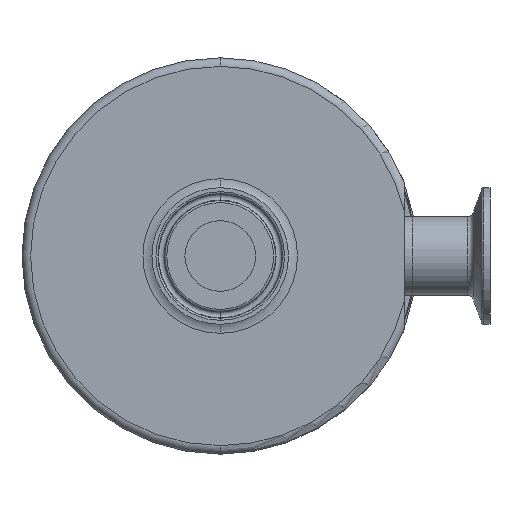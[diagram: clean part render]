
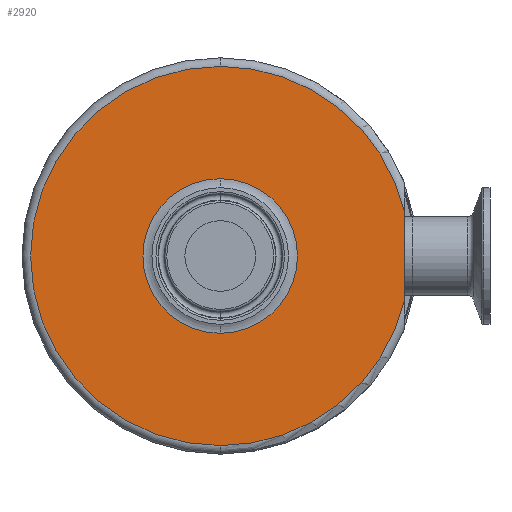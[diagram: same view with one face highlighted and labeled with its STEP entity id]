
A CAD part, front view. The second image highlights one B-rep face of the part: STEP entity #2920.
In plain terms, the highlighted planar face has unit normal (0, -1, 0).
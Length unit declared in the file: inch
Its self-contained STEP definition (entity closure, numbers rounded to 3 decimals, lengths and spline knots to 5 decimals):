
#48 = AXIS2_PLACEMENT_3D ( 'NONE', #3818, #7220, #1666 ) ;
#441 = ORIENTED_EDGE ( 'NONE', *, *, #7033, .F. ) ;
#655 = CARTESIAN_POINT ( 'NONE',  ( -2.76, 0.54, 0. ) ) ;
#965 = CARTESIAN_POINT ( 'NONE',  ( 0., 0.54, 1.125 ) ) ;
#980 = EDGE_LOOP ( 'NONE', ( #441, #1510, #2365, #2087 ) ) ;
#1110 = CARTESIAN_POINT ( 'NONE',  ( 0., 0.54, 2.76 ) ) ;
#1234 = CIRCLE ( 'NONE', #5150, 2.76 ) ;
#1281 = PLANE ( 'NONE',  #2001 ) ;
#1324 = CARTESIAN_POINT ( 'NONE',  ( 2.685, 0.54, 0. ) ) ;
#1458 = ORIENTED_EDGE ( 'NONE', *, *, #5848, .T. ) ;
#1510 = ORIENTED_EDGE ( 'NONE', *, *, #3430, .F. ) ;
#1666 = DIRECTION ( 'NONE',  ( 0., 0., 1. ) ) ;
#1708 = EDGE_CURVE ( 'NONE', #3944, #6514, #6546, .T. ) ;
#1788 = CARTESIAN_POINT ( 'NONE',  ( 2.685, 0.54, -0.63904 ) ) ;
#1948 = AXIS2_PLACEMENT_3D ( 'NONE', #3897, #4472, #4421 ) ;
#2001 = AXIS2_PLACEMENT_3D ( 'NONE', #655, #5718, #4579 ) ;
#2050 = EDGE_CURVE ( 'NONE', #3350, #6411, #4704, .T. ) ;
#2087 = ORIENTED_EDGE ( 'NONE', *, *, #1708, .F. ) ;
#2104 = CARTESIAN_POINT ( 'NONE',  ( 0., 0.54, 0. ) ) ;
#2128 = DIRECTION ( 'NONE',  ( 0., 1., 0. ) ) ;
#2365 = ORIENTED_EDGE ( 'NONE', *, *, #3548, .F. ) ;
#2366 = CARTESIAN_POINT ( 'NONE',  ( 0., 0.54, 0. ) ) ;
#2458 = CIRCLE ( 'NONE', #48, 2.76 ) ;
#2579 = DIRECTION ( 'NONE',  ( 0., 0., 1. ) ) ;
#2649 = AXIS2_PLACEMENT_3D ( 'NONE', #5399, #2128, #2669 ) ;
#2669 = DIRECTION ( 'NONE',  ( 0., 0., 1. ) ) ;
#2841 = VERTEX_POINT ( 'NONE', #1110 ) ;
#2920 = ADVANCED_FACE ( 'NONE', ( #5682, #4171 ), #1281, .T. ) ;
#3350 = VERTEX_POINT ( 'NONE', #965 ) ;
#3359 = LINE ( 'NONE', #1324, #3688 ) ;
#3430 = EDGE_CURVE ( 'NONE', #2841, #7011, #2458, .T. ) ;
#3464 = DIRECTION ( 'NONE',  ( 0., 0., 1. ) ) ;
#3548 = EDGE_CURVE ( 'NONE', #6514, #2841, #1234, .T. ) ;
#3688 = VECTOR ( 'NONE', #5809, 39.37008 ) ;
#3818 = CARTESIAN_POINT ( 'NONE',  ( 0., 0.54, 0. ) ) ;
#3892 = CARTESIAN_POINT ( 'NONE',  ( 0., 0.54, -1.125 ) ) ;
#3897 = CARTESIAN_POINT ( 'NONE',  ( 0., 0.54, 0. ) ) ;
#3944 = VERTEX_POINT ( 'NONE', #1788 ) ;
#4171 = FACE_BOUND ( 'NONE', #4990, .T. ) ;
#4421 = DIRECTION ( 'NONE',  ( 0., 0., 1. ) ) ;
#4472 = DIRECTION ( 'NONE',  ( 0., 1., 0. ) ) ;
#4579 = DIRECTION ( 'NONE',  ( 0., 0., -1. ) ) ;
#4704 = CIRCLE ( 'NONE', #2649, 1.125 ) ;
#4990 = EDGE_LOOP ( 'NONE', ( #5438, #1458 ) ) ;
#5083 = CARTESIAN_POINT ( 'NONE',  ( 0., 0.54, -2.76 ) ) ;
#5150 = AXIS2_PLACEMENT_3D ( 'NONE', #2366, #6227, #3464 ) ;
#5167 = AXIS2_PLACEMENT_3D ( 'NONE', #2104, #5963, #2579 ) ;
#5399 = CARTESIAN_POINT ( 'NONE',  ( 0., 0.54, 0. ) ) ;
#5438 = ORIENTED_EDGE ( 'NONE', *, *, #2050, .T. ) ;
#5682 = FACE_OUTER_BOUND ( 'NONE', #980, .T. ) ;
#5718 = DIRECTION ( 'NONE',  ( 0., -1., 0. ) ) ;
#5809 = DIRECTION ( 'NONE',  ( 0., 0., -1. ) ) ;
#5848 = EDGE_CURVE ( 'NONE', #6411, #3350, #6665, .T. ) ;
#5963 = DIRECTION ( 'NONE',  ( 0., 1., 0. ) ) ;
#6227 = DIRECTION ( 'NONE',  ( 0., 1., 0. ) ) ;
#6358 = CARTESIAN_POINT ( 'NONE',  ( 2.685, 0.54, 0.63904 ) ) ;
#6411 = VERTEX_POINT ( 'NONE', #3892 ) ;
#6514 = VERTEX_POINT ( 'NONE', #5083 ) ;
#6546 = CIRCLE ( 'NONE', #5167, 2.76 ) ;
#6665 = CIRCLE ( 'NONE', #1948, 1.125 ) ;
#7011 = VERTEX_POINT ( 'NONE', #6358 ) ;
#7033 = EDGE_CURVE ( 'NONE', #7011, #3944, #3359, .T. ) ;
#7220 = DIRECTION ( 'NONE',  ( 0., 1., 0. ) ) ;
